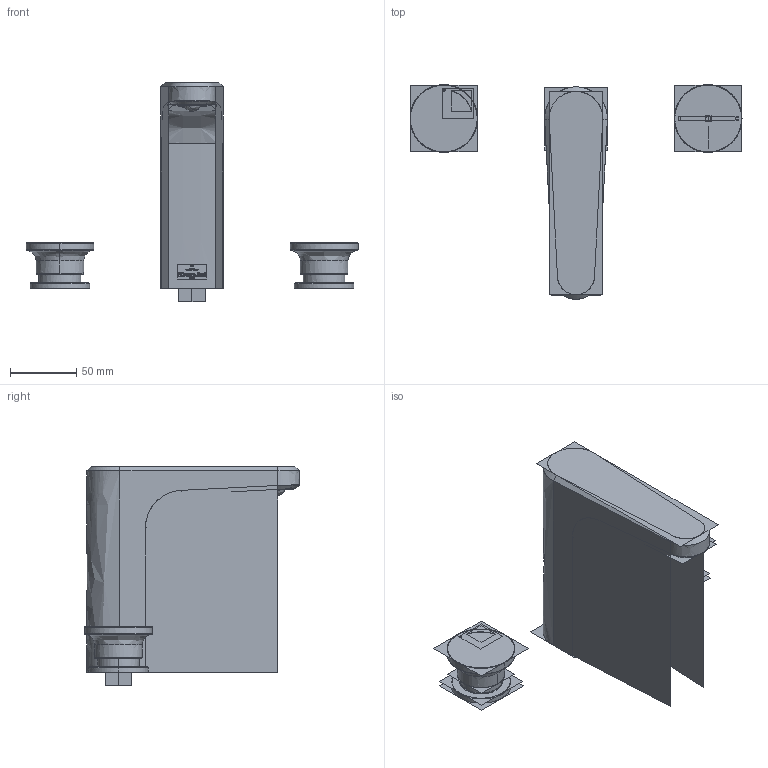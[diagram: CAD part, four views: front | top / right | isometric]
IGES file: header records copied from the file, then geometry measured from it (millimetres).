
Start section: JAMA-IS VERSION  1.0  PTC IGES file: tvw117003000_3dpl.igs
Global section: file name: tvw117003000_3dpl.igs; native system: Creo Parametric by PTC Inc.; preprocessor: 2024253; author: HristovG; organization: Unknown; date: 20260205.093013; units: millimetre
Bounding box: 251.18 x 162.59 x 166 mm (x, y, z)
Surface area: 213085.2 mm2 (no closed solid volume)
Topology: 0 solids, 0 shells, 2252 faces, 31177 edges, 40071 vertices
Faces by surface type: bspline 2252
